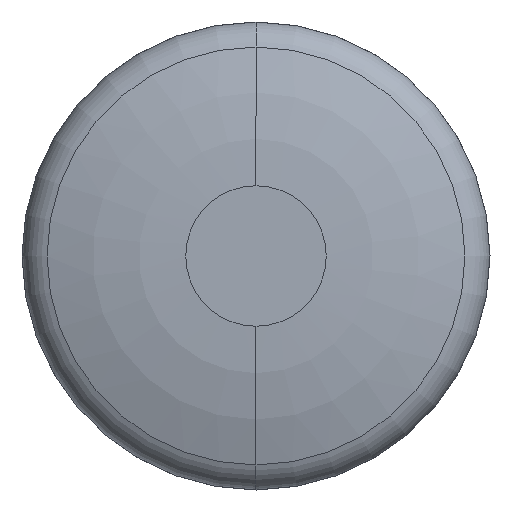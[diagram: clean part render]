
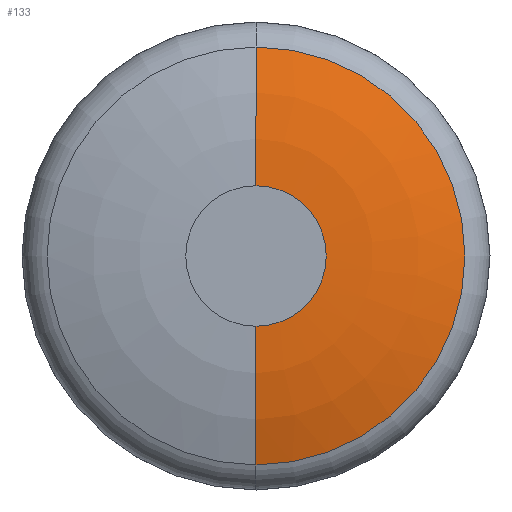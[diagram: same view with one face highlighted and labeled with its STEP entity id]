
A CAD part, front view. The second image highlights one B-rep face of the part: STEP entity #133.
In plain terms, the highlighted toroidal (fillet/blend) face has major radius 0.476 mm and minor radius 2.857 mm.
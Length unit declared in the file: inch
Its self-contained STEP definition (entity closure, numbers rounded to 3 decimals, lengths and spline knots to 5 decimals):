
#14 = CARTESIAN_POINT ( 'NONE',  ( 0., 0.1125, 0.01875 ) ) ;
#23 = CIRCLE ( 'NONE', #431, 0.1125 ) ;
#31 = DIRECTION ( 'NONE',  ( 0., -1., 0. ) ) ;
#38 = EDGE_CURVE ( 'NONE', #76, #493, #486, .T. ) ;
#47 = AXIS2_PLACEMENT_3D ( 'NONE', #519, #341, #436 ) ;
#76 = VERTEX_POINT ( 'NONE', #482 ) ;
#102 = EDGE_CURVE ( 'NONE', #498, #573, #354, .T. ) ;
#109 = AXIS2_PLACEMENT_3D ( 'NONE', #187, #278, #196 ) ;
#133 = ADVANCED_FACE ( 'NONE', ( #351 ), #220, .T. ) ;
#157 = CIRCLE ( 'NONE', #109, 0.1125 ) ;
#158 = CARTESIAN_POINT ( 'NONE',  ( 0., 0.00627, 0. ) ) ;
#170 = AXIS2_PLACEMENT_3D ( 'NONE', #231, #228, #409 ) ;
#174 = DIRECTION ( 'NONE',  ( 0., 0., -1. ) ) ;
#183 = EDGE_CURVE ( 'NONE', #498, #76, #157, .T. ) ;
#187 = CARTESIAN_POINT ( 'NONE',  ( 0., 0.1125, -0.01875 ) ) ;
#192 = DIRECTION ( 'NONE',  ( 1., 0., 0. ) ) ;
#196 = DIRECTION ( 'NONE',  ( 0., 0., 1. ) ) ;
#199 = ORIENTED_EDGE ( 'NONE', *, *, #38, .F. ) ;
#203 = ORIENTED_EDGE ( 'NONE', *, *, #102, .T. ) ;
#220 = TOROIDAL_SURFACE ( 'NONE', #170, 0.01875, 0.1125 ) ;
#224 = EDGE_CURVE ( 'NONE', #573, #493, #23, .T. ) ;
#228 = DIRECTION ( 'NONE',  ( 0., -1., 0. ) ) ;
#231 = CARTESIAN_POINT ( 'NONE',  ( 0., 0.1125, 0. ) ) ;
#278 = DIRECTION ( 'NONE',  ( -1., 0., 0. ) ) ;
#293 = ORIENTED_EDGE ( 'NONE', *, *, #224, .T. ) ;
#313 = CARTESIAN_POINT ( 'NONE',  ( 0., 0., 0.01875 ) ) ;
#318 = CARTESIAN_POINT ( 'NONE',  ( 0., 0.00627, -0.05579 ) ) ;
#326 = AXIS2_PLACEMENT_3D ( 'NONE', #158, #31, #174 ) ;
#331 = EDGE_LOOP ( 'NONE', ( #203, #293, #199, #556 ) ) ;
#341 = DIRECTION ( 'NONE',  ( 0., -1., 0. ) ) ;
#351 = FACE_OUTER_BOUND ( 'NONE', #331, .T. ) ;
#354 = CIRCLE ( 'NONE', #326, 0.05579 ) ;
#373 = DIRECTION ( 'NONE',  ( 0., 0., -1. ) ) ;
#409 = DIRECTION ( 'NONE',  ( 0., 0., -1. ) ) ;
#431 = AXIS2_PLACEMENT_3D ( 'NONE', #14, #192, #373 ) ;
#436 = DIRECTION ( 'NONE',  ( 0., 0., -1. ) ) ;
#482 = CARTESIAN_POINT ( 'NONE',  ( 0., 0., -0.01875 ) ) ;
#486 = CIRCLE ( 'NONE', #47, 0.01875 ) ;
#493 = VERTEX_POINT ( 'NONE', #313 ) ;
#498 = VERTEX_POINT ( 'NONE', #318 ) ;
#519 = CARTESIAN_POINT ( 'NONE',  ( 0., 0., 0. ) ) ;
#530 = CARTESIAN_POINT ( 'NONE',  ( 0., 0.00627, 0.05579 ) ) ;
#556 = ORIENTED_EDGE ( 'NONE', *, *, #183, .F. ) ;
#573 = VERTEX_POINT ( 'NONE', #530 ) ;
